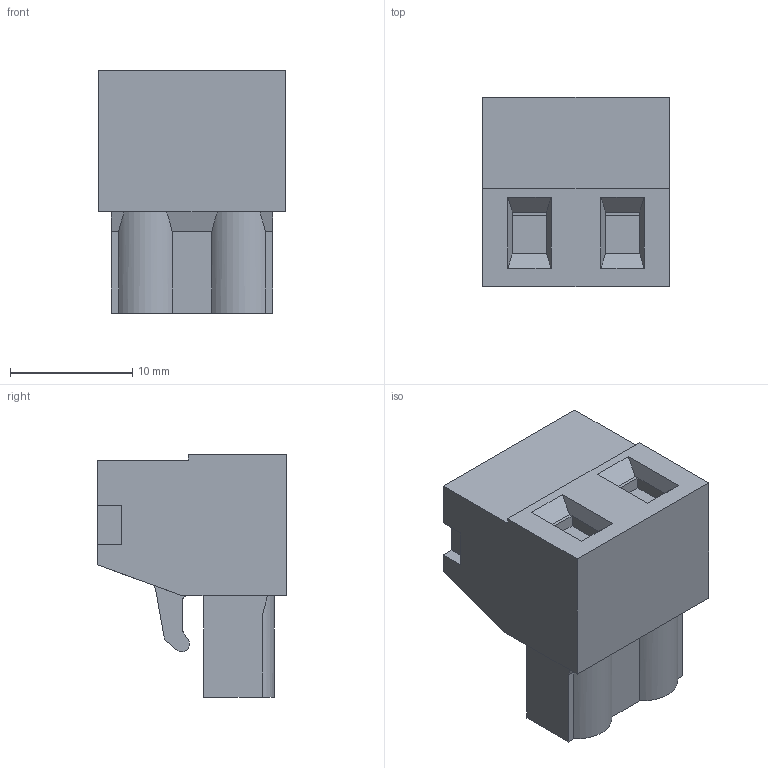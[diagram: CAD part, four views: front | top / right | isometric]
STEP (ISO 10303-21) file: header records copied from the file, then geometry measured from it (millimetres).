
FILE_DESCRIPTION(('STEP AP214'),'1');
FILE_NAME('SH02-7,62.stp','2020-05-26T13:06:25',(' '),(' '),'Spatial InterOp 3D',' ',' ');
FILE_SCHEMA(('automotive_design'));
Length unit declared in the file: metre
Products named in the file (1): 1
Bounding box: 15.24 x 15.5 x 19.85 mm (x, y, z)
Volume: 2946 mm3; surface area: 1720 mm2
Topology: 1 solids, 1 shells, 123 faces, 313 edges, 206 vertices
Faces by surface type: plane 101, cylinder 19, cone 2, extrusion 1
Full cylindrical faces by diameter (mm): 1.6 x2, 3.8 x2, 4 x2
Entity records: 4609 total; most frequent: CARTESIAN_POINT 645, ORIENTED_EDGE 602, DIRECTION 596, EDGE_CURVE 301, VECTOR 250, LINE 249, VERTEX_POINT 202, AXIS2_PLACEMENT_3D 173
